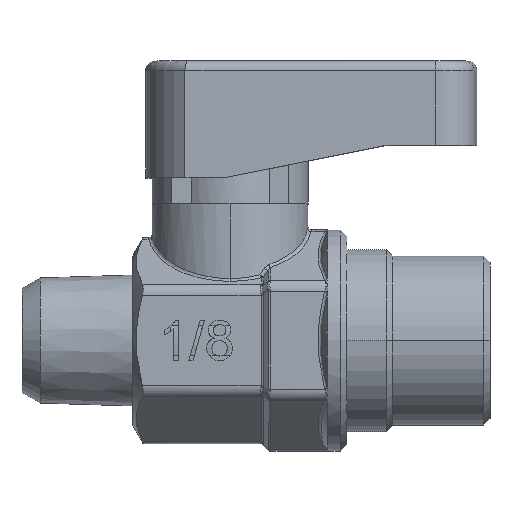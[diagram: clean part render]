
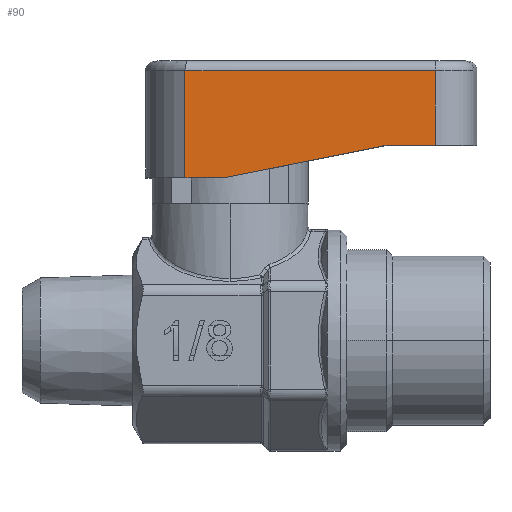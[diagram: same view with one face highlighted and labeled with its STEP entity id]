
A CAD part, top view. The second image highlights one B-rep face of the part: STEP entity #90.
In plain terms, the highlighted planar face has unit normal (0, 0, 1).
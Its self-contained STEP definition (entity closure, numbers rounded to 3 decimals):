
#90 = ADVANCED_FACE ( 'NONE', ( #1716 ), #4095, .T. ) ;
#1716 = FACE_OUTER_BOUND ( 'NONE', #3902, .T. ) ;
#3902 = EDGE_LOOP ( 'NONE', ( #6885, #6886, #6887, #6888, #6889, #6890 ) ) ;
#4093 = CARTESIAN_POINT ( 'NONE',  ( 1.716, 12.5, 5.5 ) ) ;
#4095 = PLANE ( 'NONE',  #15809 ) ;
#4100 = DIRECTION ( 'NONE',  ( 0., 0., 1. ) ) ;
#4106 = DIRECTION ( 'NONE',  ( 1., 0., 0. ) ) ;
#6631 = LINE ( 'NONE', #24401, #6634 ) ;
#6634 = VECTOR ( 'NONE', #24402, 1000. ) ;
#6636 = LINE ( 'NONE', #24410, #6640 ) ;
#6638 = LINE ( 'NONE', #24416, #6644 ) ;
#6640 = VECTOR ( 'NONE', #24406, 1000. ) ;
#6642 = LINE ( 'NONE', #24418, #6647 ) ;
#6644 = VECTOR ( 'NONE', #24417, 1000. ) ;
#6646 = LINE ( 'NONE', #24420, #6651 ) ;
#6647 = VECTOR ( 'NONE', #24419, 1000. ) ;
#6649 = LINE ( 'NONE', #24422, #6655 ) ;
#6651 = VECTOR ( 'NONE', #24421, 1000. ) ;
#6655 = VECTOR ( 'NONE', #24423, 1000. ) ;
#6751 = EDGE_CURVE ( 'NONE', #11591, #11590, #6631, .T. ) ;
#6756 = EDGE_CURVE ( 'NONE', #11590, #11592, #6636, .T. ) ;
#6758 = EDGE_CURVE ( 'NONE', #11593, #11592, #6638, .T. ) ;
#6760 = EDGE_CURVE ( 'NONE', #11593, #11595, #6642, .T. ) ;
#6762 = EDGE_CURVE ( 'NONE', #11595, #11596, #6646, .T. ) ;
#6764 = EDGE_CURVE ( 'NONE', #11596, #11591, #6649, .T. ) ;
#6885 = ORIENTED_EDGE ( 'NONE', *, *, #6751, .T. ) ;
#6886 = ORIENTED_EDGE ( 'NONE', *, *, #6756, .T. ) ;
#6887 = ORIENTED_EDGE ( 'NONE', *, *, #6758, .F. ) ;
#6888 = ORIENTED_EDGE ( 'NONE', *, *, #6760, .T. ) ;
#6889 = ORIENTED_EDGE ( 'NONE', *, *, #6762, .T. ) ;
#6890 = ORIENTED_EDGE ( 'NONE', *, *, #6764, .T. ) ;
#11590 = VERTEX_POINT ( 'NONE', #20318 ) ;
#11591 = VERTEX_POINT ( 'NONE', #20319 ) ;
#11592 = VERTEX_POINT ( 'NONE', #20320 ) ;
#11593 = VERTEX_POINT ( 'NONE', #20321 ) ;
#11595 = VERTEX_POINT ( 'NONE', #20323 ) ;
#11596 = VERTEX_POINT ( 'NONE', #20324 ) ;
#15809 = AXIS2_PLACEMENT_3D ( 'NONE', #4093, #4100, #4106 ) ;
#20318 = CARTESIAN_POINT ( 'NONE',  ( 20.984, 20.75, 5.5 ) ) ;
#20319 = CARTESIAN_POINT ( 'NONE',  ( 20.984, 15., 5.5 ) ) ;
#20320 = CARTESIAN_POINT ( 'NONE',  ( 1.716, 20.75, 5.5 ) ) ;
#20321 = CARTESIAN_POINT ( 'NONE',  ( 1.716, 12.5, 5.5 ) ) ;
#20323 = CARTESIAN_POINT ( 'NONE',  ( 4.68, 12.5, 5.5 ) ) ;
#20324 = CARTESIAN_POINT ( 'NONE',  ( 17.18, 15., 5.5 ) ) ;
#24401 = CARTESIAN_POINT ( 'NONE',  ( 20.984, 12.5, 5.5 ) ) ;
#24402 = DIRECTION ( 'NONE',  ( 0., 1., 0. ) ) ;
#24406 = DIRECTION ( 'NONE',  ( -1., 0., 0. ) ) ;
#24410 = CARTESIAN_POINT ( 'NONE',  ( 1.716, 20.75, 5.5 ) ) ;
#24416 = CARTESIAN_POINT ( 'NONE',  ( 1.716, 12.5, 5.5 ) ) ;
#24417 = DIRECTION ( 'NONE',  ( 0., 1., 0. ) ) ;
#24418 = CARTESIAN_POINT ( 'NONE',  ( 1.716, 12.5, 5.5 ) ) ;
#24419 = DIRECTION ( 'NONE',  ( 1., 0., 0. ) ) ;
#24420 = CARTESIAN_POINT ( 'NONE',  ( 17.18, 15., 5.5 ) ) ;
#24421 = DIRECTION ( 'NONE',  ( 0.981, 0.196, 0. ) ) ;
#24422 = CARTESIAN_POINT ( 'NONE',  ( 24.18, 15., 5.5 ) ) ;
#24423 = DIRECTION ( 'NONE',  ( 1., 0., 0. ) ) ;
